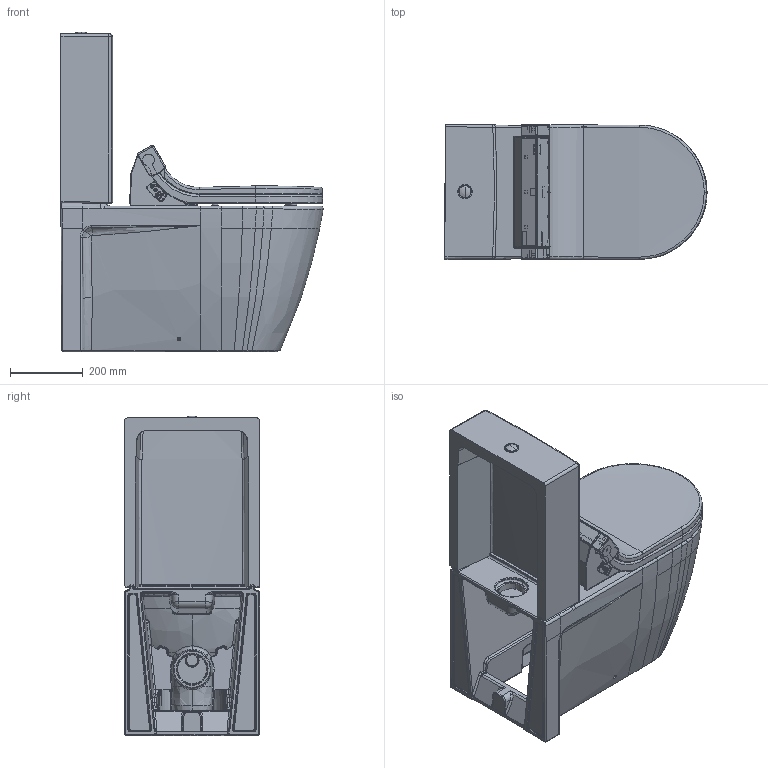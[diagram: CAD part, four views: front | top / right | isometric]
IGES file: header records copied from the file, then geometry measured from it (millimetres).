
Global section: file name: No Iges File Name specified; native system: Autodesk Inventor 2011; preprocessor: AutoDesk Inventor Iges Exporter R2011; author: Administrator; date: 20141112.152214; units: millimetre
Bounding box: 720.14 x 371.2 x 878.23 mm (x, y, z)
Volume: 46535660.9 mm3; surface area: 3702397.9 mm2
Topology: 17 solids, 17 shells, 2852 faces, 7246 edges, 4430 vertices
Faces by surface type: bspline 1131, plane 768, cylinder 440, revolution 414, torus 50, cone 41, sphere 8
